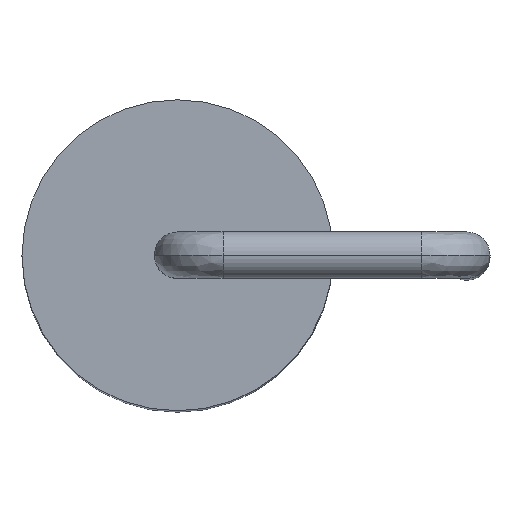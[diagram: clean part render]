
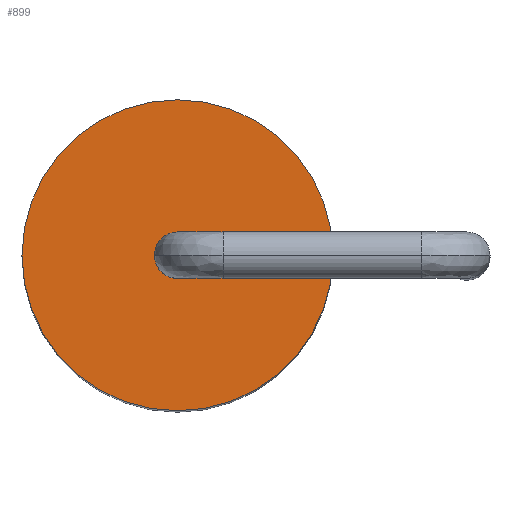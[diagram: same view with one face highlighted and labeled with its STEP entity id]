
A CAD part, top view. The second image highlights one B-rep face of the part: STEP entity #899.
In plain terms, the highlighted planar face has unit normal (0, 0, 1).
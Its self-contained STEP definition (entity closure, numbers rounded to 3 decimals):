
#819=CARTESIAN_POINT('',(0.0,2.73,14.47));
#820=VERTEX_POINT('',#819);
#829=CARTESIAN_POINT('',(0.,-2.73,14.47));
#830=VERTEX_POINT('',#829);
#831=CARTESIAN_POINT('',(0.0,0.,14.47));
#832=DIRECTION('',(0.0,0.0,-1.0));
#833=DIRECTION('',(0.0,1.0,0.0));
#834=AXIS2_PLACEMENT_3D('',#831,#832,#833);
#835=CIRCLE('',#834,2.73);
#836=EDGE_CURVE('',#820,#830,#835,.T.);
#870=CARTESIAN_POINT('',(0.0,0.,14.47));
#871=DIRECTION('',(0.0,0.0,-1.0));
#872=DIRECTION('',(0.0,1.0,0.0));
#873=AXIS2_PLACEMENT_3D('',#870,#871,#872);
#874=CIRCLE('',#873,2.73);
#875=EDGE_CURVE('',#830,#820,#874,.T.);
#890=CARTESIAN_POINT('',(0.0,0.,14.47));
#891=DIRECTION('',(0.0,0.0,1.0));
#892=DIRECTION('',(1.0,0.0,0.0));
#893=AXIS2_PLACEMENT_3D('',#890,#891,#892);
#894=PLANE('',#893);
#895=ORIENTED_EDGE('',*,*,#836,.F.);
#896=ORIENTED_EDGE('',*,*,#875,.F.);
#897=EDGE_LOOP('',(#895,#896));
#898=FACE_OUTER_BOUND('',#897,.T.);
#899=ADVANCED_FACE('',(#898),#894,.T.);
